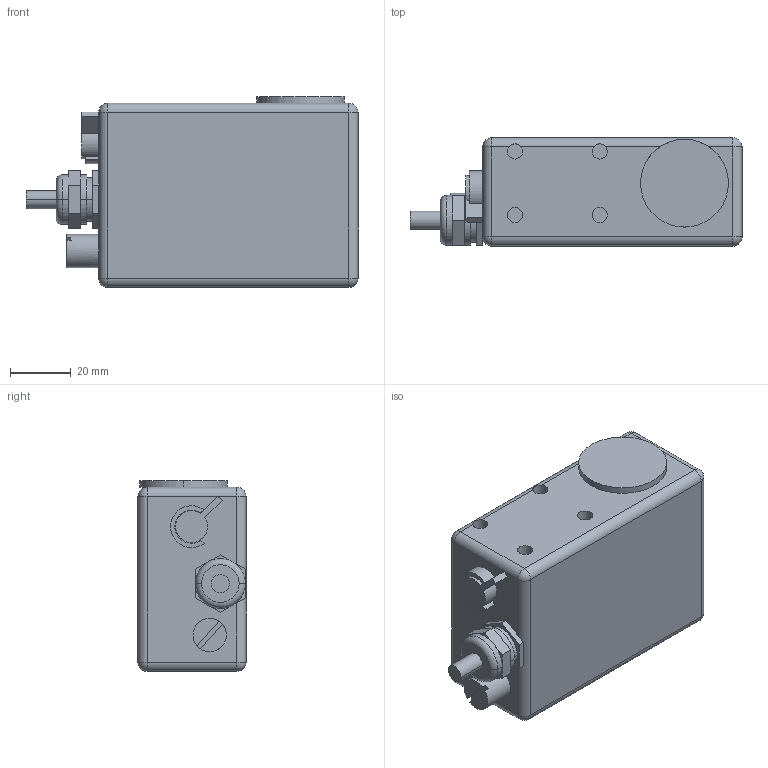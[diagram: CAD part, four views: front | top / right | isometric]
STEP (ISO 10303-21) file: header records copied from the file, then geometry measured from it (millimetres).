
FILE_DESCRIPTION((''),'2;1');
FILE_NAME('RL_F400237A','2006-10-19T',('Pepperl+Fuchs'),('IndustrieHansa'),'PRO/ENGINEER BY PARAMETRIC TECHNOLOGY CORPORATION, 2006200','PRO/ENGINEER BY PARAMETRIC TECHNOLOGY CORPORATION, 2006200','');
FILE_SCHEMA(('AUTOMOTIVE_DESIGN_CC2 { 1 2 10303 214 -1 1 5 2 }'));
Length unit declared in the file: millimetre
Products named in the file (1): RL_F400237A
Bounding box: 109.7 x 35.7 x 63 mm (x, y, z)
Volume: 190361.9 mm3; surface area: 22747.4 mm2
Topology: 1 solids, 1 shells, 104 faces, 243 edges, 158 vertices
Faces by surface type: plane 55, cylinder 39, sphere 8, torus 2
Entity records: 4272 total; most frequent: DIRECTION 549, CARTESIAN_POINT 508, ORIENTED_EDGE 468, PRESENTATION_STYLE_ASSIGNMENT 298, STYLED_ITEM 258, CURVE_STYLE 244, EDGE_CURVE 234, AXIS2_PLACEMENT_3D 203
